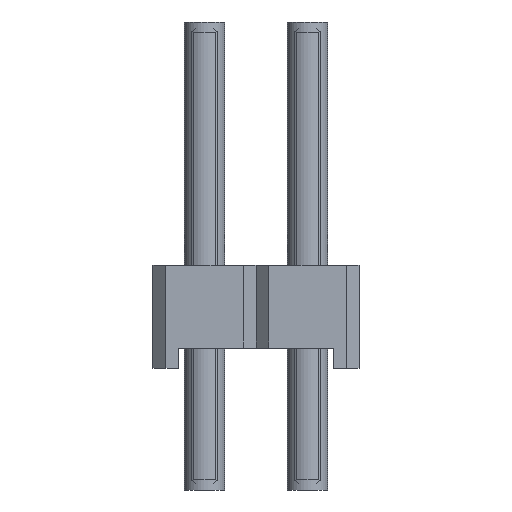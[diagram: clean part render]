
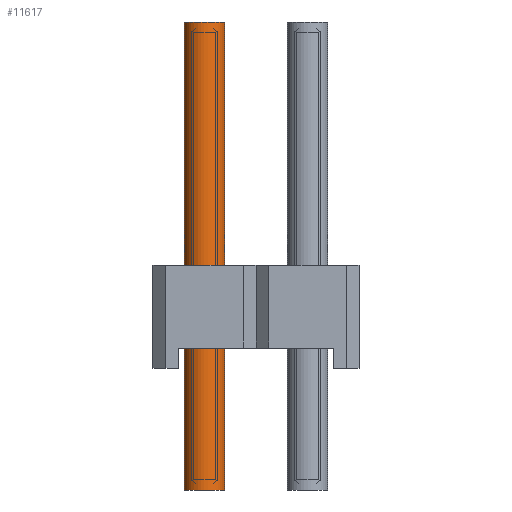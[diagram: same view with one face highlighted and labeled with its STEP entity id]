
A CAD part, left-side view. The second image highlights one B-rep face of the part: STEP entity #11617.
In plain terms, the highlighted cylindrical face has radius 0.5 mm (diameter 1 mm), a full revolution.
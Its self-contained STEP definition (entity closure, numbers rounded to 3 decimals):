
#223=CIRCLE('',#12252,0.5);
#224=CIRCLE('',#12253,0.5);
#636=CYLINDRICAL_SURFACE('',#12251,0.5);
#949=ORIENTED_EDGE('',*,*,#4371,.F.);
#950=ORIENTED_EDGE('',*,*,#4372,.T.);
#4371=EDGE_CURVE('',#6091,#6091,#223,.T.);
#4372=EDGE_CURVE('',#6092,#6092,#224,.T.);
#6091=VERTEX_POINT('',#16794);
#6092=VERTEX_POINT('',#16796);
#9871=EDGE_LOOP('',(#949));
#9872=EDGE_LOOP('',(#950));
#10555=FACE_BOUND('',#9871,.T.);
#10556=FACE_BOUND('',#9872,.T.);
#11617=ADVANCED_FACE('',(#10555,#10556),#636,.F.);
#12251=AXIS2_PLACEMENT_3D('',#16792,#13371,#13372);
#12252=AXIS2_PLACEMENT_3D('',#16793,#13373,#13374);
#12253=AXIS2_PLACEMENT_3D('',#16795,#13375,#13376);
#13371=DIRECTION('',(0.,0.,1.));
#13372=DIRECTION('',(1.,0.,0.));
#13373=DIRECTION('',(0.,0.,-1.));
#13374=DIRECTION('',(1.,0.,0.));
#13375=DIRECTION('',(0.,0.,-1.));
#13376=DIRECTION('',(1.,0.,0.));
#16792=CARTESIAN_POINT('',(0.,0.,0.));
#16793=CARTESIAN_POINT('',(0.,0.,11.54));
#16794=CARTESIAN_POINT('',(0.5,0.,11.54));
#16795=CARTESIAN_POINT('',(0.,0.,0.));
#16796=CARTESIAN_POINT('',(0.5,0.,0.));
